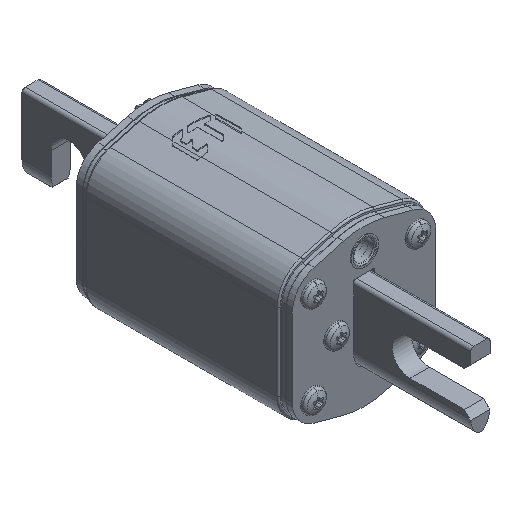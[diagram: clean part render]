
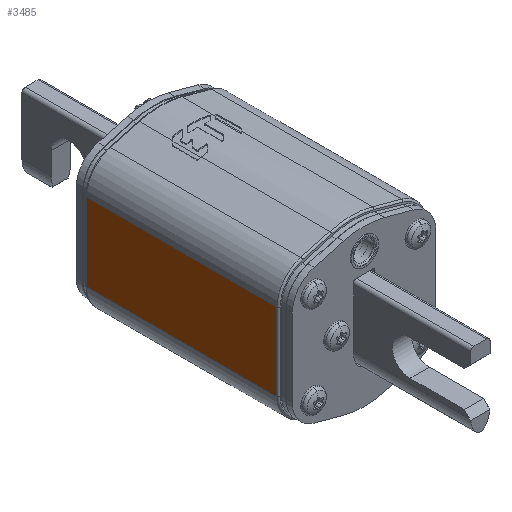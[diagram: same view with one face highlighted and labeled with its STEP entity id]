
A CAD part, isometric view. The second image highlights one B-rep face of the part: STEP entity #3485.
In plain terms, the highlighted face is planar.
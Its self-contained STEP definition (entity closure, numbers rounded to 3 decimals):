
#512=DIRECTION('',(0.,0.,1.));
#513=VECTOR('',#512,24.);
#514=CARTESIAN_POINT('',(-29.5,23.,-12.));
#515=LINE('',#514,#513);
#818=DIRECTION('',(0.,0.,-1.));
#819=VECTOR('',#818,24.);
#820=CARTESIAN_POINT('',(29.5,23.,12.));
#821=LINE('',#820,#819);
#946=DIRECTION('',(1.,0.,0.));
#947=VECTOR('',#946,59.);
#948=CARTESIAN_POINT('',(-29.5,23.,12.));
#949=LINE('',#948,#947);
#953=DIRECTION('',(-1.,0.,0.));
#954=VECTOR('',#953,59.);
#955=CARTESIAN_POINT('',(29.5,23.,-12.));
#956=LINE('',#955,#954);
#2756=CARTESIAN_POINT('',(-29.5,23.,12.));
#2757=VERTEX_POINT('',#2756);
#2758=CARTESIAN_POINT('',(-29.5,23.,-12.));
#2759=VERTEX_POINT('',#2758);
#2810=CARTESIAN_POINT('',(29.5,23.,-12.));
#2811=VERTEX_POINT('',#2810);
#2812=CARTESIAN_POINT('',(29.5,23.,12.));
#2813=VERTEX_POINT('',#2812);
#3473=CARTESIAN_POINT('',(-30.,23.,-12.));
#3474=DIRECTION('',(0.,1.,0.));
#3475=DIRECTION('',(0.,0.,1.));
#3476=AXIS2_PLACEMENT_3D('',#3473,#3474,#3475);
#3477=PLANE('',#3476);
#3478=ORIENTED_EDGE('',*,*,#3333,.F.);
#3479=ORIENTED_EDGE('',*,*,#3468,.F.);
#3480=ORIENTED_EDGE('',*,*,#3099,.F.);
#3482=ORIENTED_EDGE('',*,*,#3481,.F.);
#3483=EDGE_LOOP('',(#3478,#3479,#3480,#3482));
#3484=FACE_OUTER_BOUND('',#3483,.F.);
#3099=EDGE_CURVE('',#2759,#2757,#515,.T.);
#3333=EDGE_CURVE('',#2813,#2811,#821,.T.);
#3468=EDGE_CURVE('',#2757,#2813,#949,.T.);
#3481=EDGE_CURVE('',#2811,#2759,#956,.T.);
#3485=ADVANCED_FACE('',(#3484),#3477,.T.);
